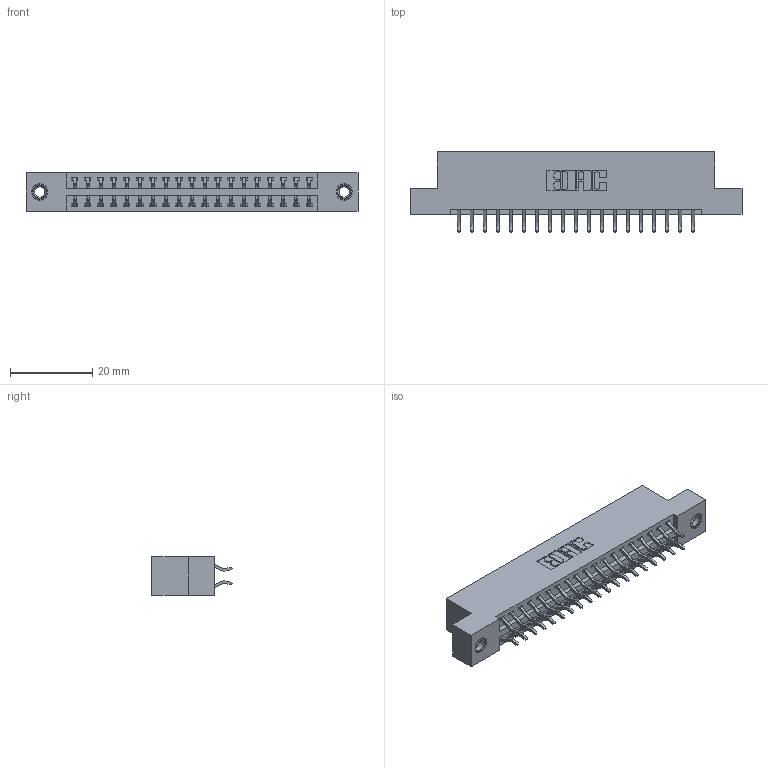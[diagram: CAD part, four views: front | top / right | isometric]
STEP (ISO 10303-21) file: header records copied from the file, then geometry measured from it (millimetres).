
FILE_DESCRIPTION (( 'STEP AP203' ), '1' );
FILE_NAME ('396-038-556-207.STEP', '2019-10-30T08:23:14', ( '' ), ( '' ), 'SwSTEP 2.0', 'SolidWorks 2016', '' );
FILE_SCHEMA (( 'CONFIG_CONTROL_DESIGN' ));
Length unit declared in the file: inch
Products named in the file (4): 346 Part_Flush Mounting Lugs - 0.156 Dia-TI; 345-292-001_556 Tail; 345-250-001_345-250-005-103; 396-038-556-207
Assembly tree (41 placements, depth 2):
  396-038-556-207
    346 Part_Flush Mounting Lugs - 0.156 Dia-TI
    345-292-001_556 Tail  x38
    345-250-001_345-250-005-103  x2
Bounding box: 80.9 x 19.57 x 9.4 mm (x, y, z)
Volume: 7695 mm3; surface area: 10214.2 mm2
Topology: 41 solids, 41 shells, 2386 faces, 7039 edges, 4634 vertices
Faces by surface type: plane 1590, cylinder 780, cone 12, torus 4
Entity records: 16902 total; most frequent: CARTESIAN_POINT 2815, ORIENTED_EDGE 2730, DIRECTION 2547, EDGE_CURVE 1365, LINE 1129, VECTOR 1129, VERTEX_POINT 904, AXIS2_PLACEMENT_3D 709
